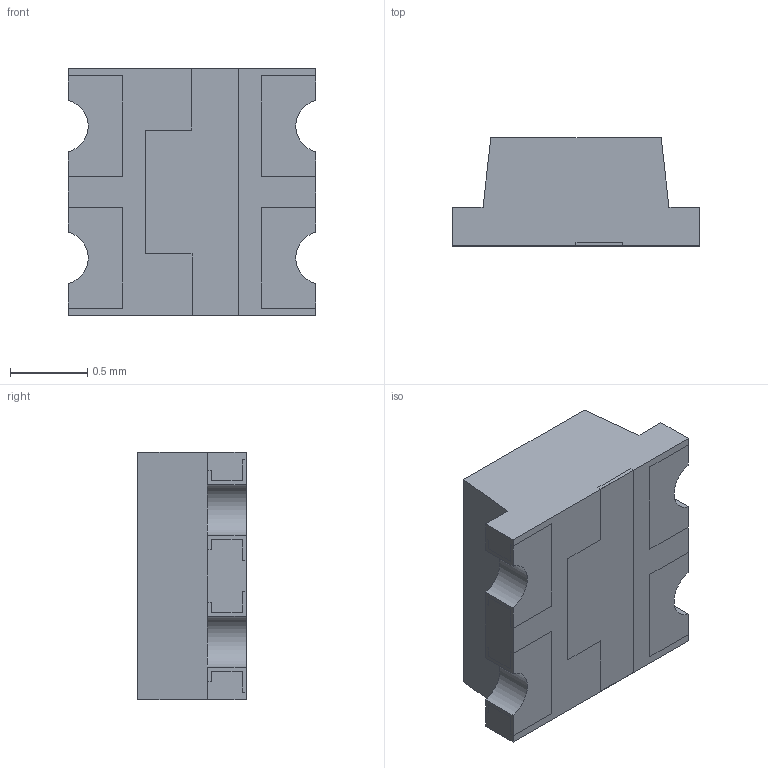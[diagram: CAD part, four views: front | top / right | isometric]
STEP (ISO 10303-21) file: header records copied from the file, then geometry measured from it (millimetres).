
FILE_DESCRIPTION (( 'STEP AP214' ), '1' );
FILE_NAME ('XZCMEDGCBD110W.STEP', '2023-01-26T14:31:01', ( '' ), ( '' ), 'SwSTEP 2.0', 'SolidWorks 2021', '' );
FILE_SCHEMA (( 'AUTOMOTIVE_DESIGN' ));
Length unit declared in the file: millimetre
Products named in the file (1): XZCMEDGCBD110W
Bounding box: 1.6 x 0.7 x 1.6 mm (x, y, z)
Volume: 1.4 mm3; surface area: 14 mm2
Topology: 6 solids, 6 shells, 147 faces, 394 edges, 260 vertices
Faces by surface type: plane 119, cylinder 28
Entity records: 4623 total; most frequent: CARTESIAN_POINT 802, ORIENTED_EDGE 788, DIRECTION 750, EDGE_CURVE 394, VECTOR 334, LINE 334, VERTEX_POINT 260, AXIS2_PLACEMENT_3D 208
